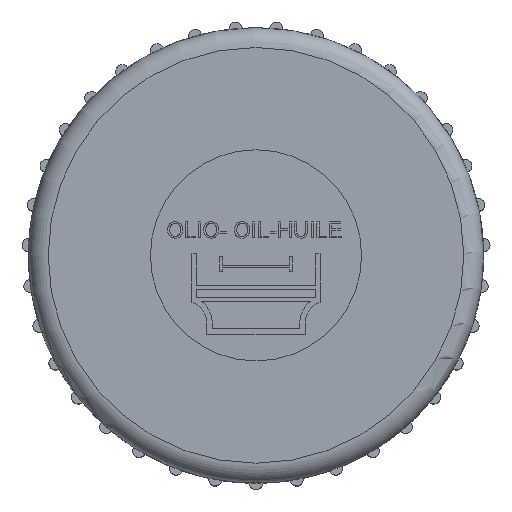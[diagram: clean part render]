
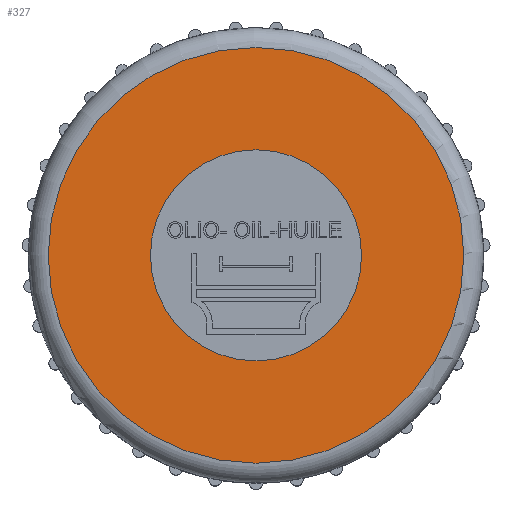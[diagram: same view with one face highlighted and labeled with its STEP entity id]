
A CAD part, top view. The second image highlights one B-rep face of the part: STEP entity #327.
In plain terms, the highlighted planar face has unit normal (0, 0, 1).
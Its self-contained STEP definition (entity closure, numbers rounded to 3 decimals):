
#327 = ADVANCED_FACE( '', ( #870, #871 ), #872, .F. );
#870 = FACE_OUTER_BOUND( '', #1657, .T. );
#871 = FACE_BOUND( '', #1658, .T. );
#872 = PLANE( '', #1659 );
#1657 = EDGE_LOOP( '', ( #2629 ) );
#1658 = EDGE_LOOP( '', ( #2630 ) );
#1659 = AXIS2_PLACEMENT_3D( '', #2631, #2632, #2633 );
#2629 = ORIENTED_EDGE( '', *, *, #4828, .T. );
#2630 = ORIENTED_EDGE( '', *, *, #4829, .F. );
#2631 = CARTESIAN_POINT( '', ( 34.5, 0., 47. ) );
#2632 = DIRECTION( '', ( 0., 0., -1. ) );
#2633 = DIRECTION( '', ( -1., 0., 0. ) );
#4828 = EDGE_CURVE( '', #5786, #5786, #5787, .F. );
#4829 = EDGE_CURVE( '', #5788, #5788, #5789, .T. );
#5786 = VERTEX_POINT( '', #7062 );
#5787 = CIRCLE( '', #7063, 31.5 );
#5788 = VERTEX_POINT( '', #7064 );
#5789 = CIRCLE( '', #7065, 16. );
#7062 = CARTESIAN_POINT( '', ( -31.5, 0., 47. ) );
#7063 = AXIS2_PLACEMENT_3D( '', #8877, #8878, #8879 );
#7064 = CARTESIAN_POINT( '', ( 16., 0., 47. ) );
#7065 = AXIS2_PLACEMENT_3D( '', #8880, #8881, #8882 );
#8877 = CARTESIAN_POINT( '', ( 0., 0., 47. ) );
#8878 = DIRECTION( '', ( 0., 0., -1. ) );
#8879 = DIRECTION( '', ( -1., 0., 0. ) );
#8880 = CARTESIAN_POINT( '', ( 0., 0., 47. ) );
#8881 = DIRECTION( '', ( 0., 0., 1. ) );
#8882 = DIRECTION( '', ( 1., 0., 0. ) );
